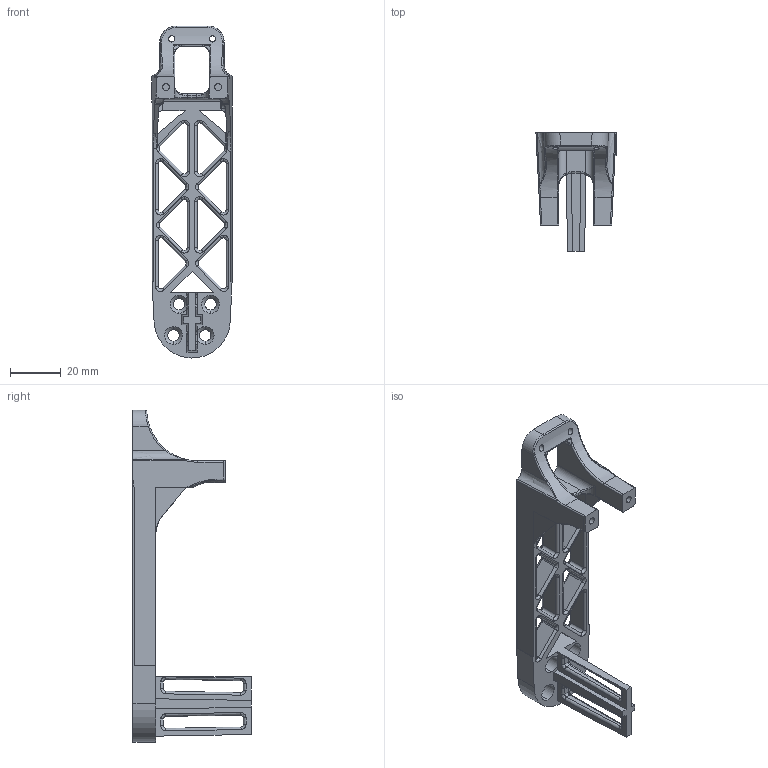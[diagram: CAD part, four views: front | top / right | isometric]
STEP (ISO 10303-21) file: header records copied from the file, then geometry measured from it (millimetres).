
FILE_DESCRIPTION (( 'STEP AP203' ), '1' );
FILE_NAME ('DroneArm_V5.STEP', '2025-05-12T18:38:44', ( '' ), ( '' ), 'SwSTEP 2.0', 'SolidWorks 2023', '' );
FILE_SCHEMA (( 'CONFIG_CONTROL_DESIGN' ));
Length unit declared in the file: millimetre
Products named in the file (1): DroneArm_V5
Bounding box: 31.49 x 46.51 x 130.5 mm (x, y, z)
Volume: 26262.9 mm3; surface area: 17256.9 mm2
Topology: 1 solids, 1 shells, 439 faces, 1110 edges, 663 vertices
Faces by surface type: cylinder 187, plane 104, torus 79, bspline 59, cone 8, sphere 2
Entity records: 15820 total; most frequent: CARTESIAN_POINT 5511, ORIENTED_EDGE 2204, DIRECTION 2135, EDGE_CURVE 1102, AXIS2_PLACEMENT_3D 830, VERTEX_POINT 663, EDGE_LOOP 477, VECTOR 475
